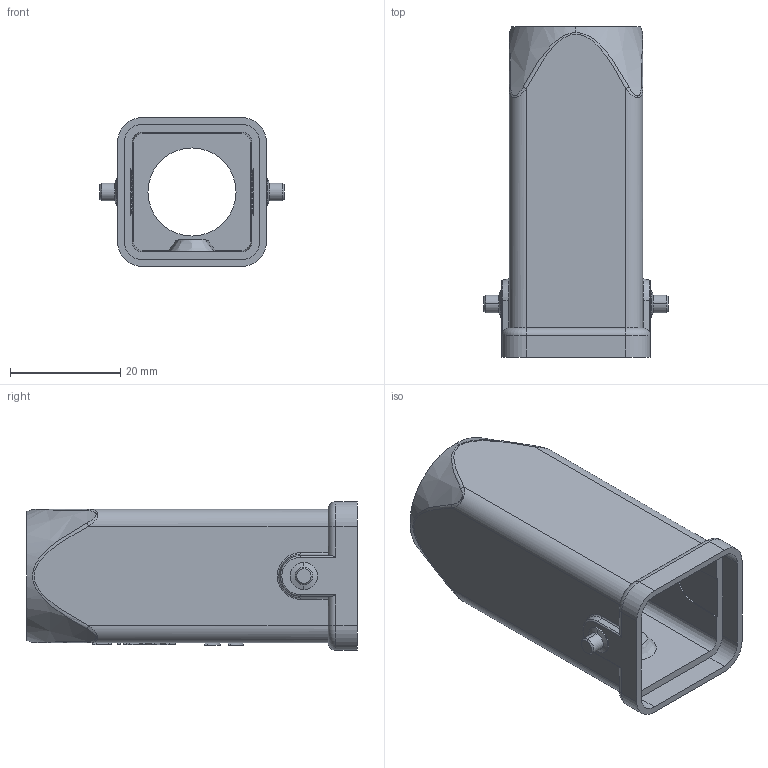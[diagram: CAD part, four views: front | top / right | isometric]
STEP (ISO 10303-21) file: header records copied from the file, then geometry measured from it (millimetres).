
FILE_DESCRIPTION((''),'2;1');
FILE_NAME('PRT0029','2024-01-19T',('yp.zhu'),(''),'PRO/ENGINEER BY PARAMETRIC TECHNOLOGY CORPORATION, 2012480','PRO/ENGINEER BY PARAMETRIC TECHNOLOGY CORPORATION, 2012480','');
FILE_SCHEMA(('CONFIG_CONTROL_DESIGN'));
Length unit declared in the file: millimetre
Products named in the file (1): PRT0029
Bounding box: 33.4 x 60 x 27 mm (x, y, z)
Volume: 9813.1 mm3; surface area: 11121.9 mm2
Topology: 1 solids, 1 shells, 196 faces, 495 edges, 314 vertices
Faces by surface type: plane 93, cylinder 53, cone 21, bspline 11, extrusion 10, torus 8
Entity records: 7107 total; most frequent: CARTESIAN_POINT 2437, ORIENTED_EDGE 990, DIRECTION 897, EDGE_CURVE 495, VECTOR 321, VERTEX_POINT 314, LINE 311, AXIS2_PLACEMENT_3D 288
